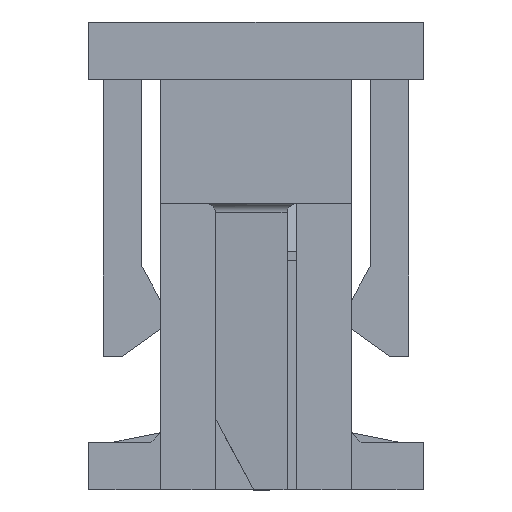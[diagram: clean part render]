
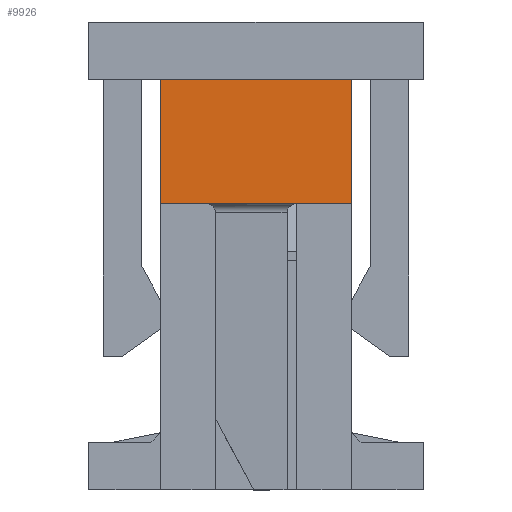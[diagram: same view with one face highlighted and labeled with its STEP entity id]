
A CAD part, left-side view. The second image highlights one B-rep face of the part: STEP entity #9926.
In plain terms, the highlighted planar face has unit normal (-1, 0, 0).
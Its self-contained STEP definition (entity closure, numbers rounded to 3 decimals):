
#2850=ORIENTED_EDGE('',*,*,#4395,.F.);
#2851=ORIENTED_EDGE('',*,*,#4390,.F.);
#2852=ORIENTED_EDGE('',*,*,#4397,.T.);
#2853=ORIENTED_EDGE('',*,*,#4398,.T.);
#4390=EDGE_CURVE('',#5346,#5347,#6692,.T.);
#4395=EDGE_CURVE('',#5347,#5351,#6697,.T.);
#4397=EDGE_CURVE('',#5346,#5352,#6699,.T.);
#4398=EDGE_CURVE('',#5352,#5351,#6700,.T.);
#5346=VERTEX_POINT('',#15665);
#5347=VERTEX_POINT('',#15667);
#5351=VERTEX_POINT('',#15677);
#5352=VERTEX_POINT('',#15681);
#6692=LINE('',#15666,#8058);
#6697=LINE('',#15676,#8063);
#6699=LINE('',#15680,#8065);
#6700=LINE('',#15682,#8066);
#8058=VECTOR('',#12820,1000.);
#8063=VECTOR('',#12827,1000.);
#8065=VECTOR('',#12831,1000.);
#8066=VECTOR('',#12832,1000.);
#8556=EDGE_LOOP('',(#2850,#2851,#2852,#2853));
#9026=FACE_BOUND('',#8556,.T.);
#9473=PLANE('',#10511);
#9926=ADVANCED_FACE('',(#9026),#9473,.T.);
#10511=AXIS2_PLACEMENT_3D('',#15679,#12829,#12830);
#12820=DIRECTION('',(0.,1.,0.));
#12827=DIRECTION('',(0.,0.,1.));
#12829=DIRECTION('',(-1.,0.,0.));
#12830=DIRECTION('',(0.,0.,1.));
#12831=DIRECTION('',(0.,0.,1.));
#12832=DIRECTION('',(0.,1.,0.));
#15665=CARTESIAN_POINT('',(-7.2,-1.,-0.65));
#15666=CARTESIAN_POINT('',(-7.2,-1.,-0.65));
#15667=CARTESIAN_POINT('',(-7.2,1.,-0.65));
#15676=CARTESIAN_POINT('',(-7.2,1.,-0.65));
#15677=CARTESIAN_POINT('',(-7.2,1.,0.65));
#15679=CARTESIAN_POINT('',(-7.2,-1.,-0.65));
#15680=CARTESIAN_POINT('',(-7.2,-1.,-0.65));
#15681=CARTESIAN_POINT('',(-7.2,-1.,0.65));
#15682=CARTESIAN_POINT('',(-7.2,-1.,0.65));
